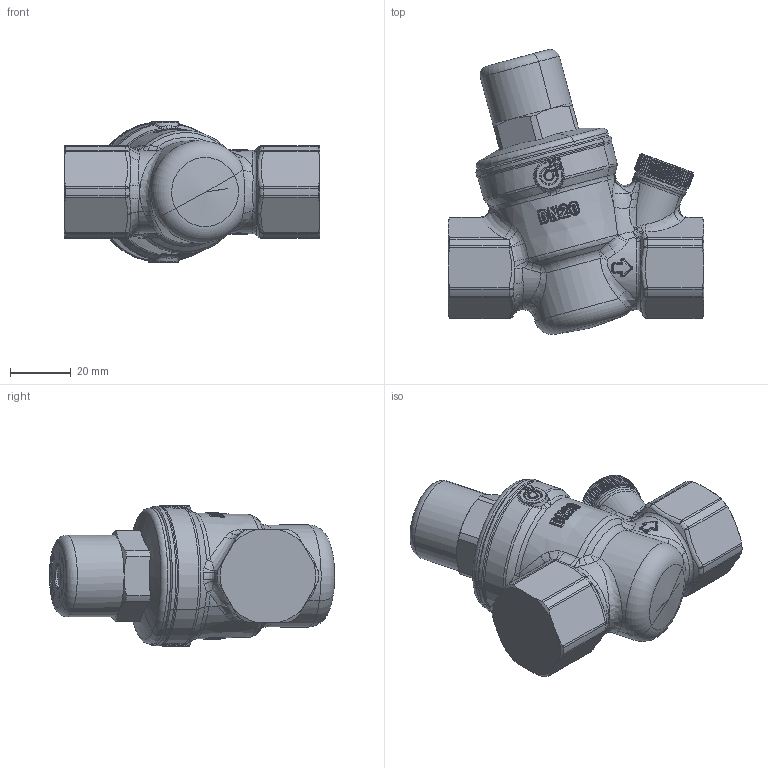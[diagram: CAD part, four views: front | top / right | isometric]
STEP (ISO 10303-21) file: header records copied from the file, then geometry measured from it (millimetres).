
FILE_DESCRIPTION(('CATIA V5 STEP Exchange','CAx-IF Rec.Pracs.--- Model Styling and Organization---1.4--- 2014-01-23','CAx-IF Rec.Pracs.---3D Tessellated Data Validation Properties---0.5---2014-09-14'),'2;1');
FILE_NAME('STEP_533555_AUS_-_TST.stp','2021-11-18T13:48:17+00:00',('none'),('none'),'CATIA Version 5-6 Release 2019 SP3','CATIA V5 STEP AP242 v1','none');
FILE_SCHEMA(('AP242_MANAGED_MODEL_BASED_3D_ENGINEERING_MIM_LF {1 0 10303 442 1 1 4}'));
Length unit declared in the file: millimetre
Products named in the file (1): 533555 AUS - TST
Bounding box: 84.5 x 94.22 x 46.4 mm (x, y, z)
Volume: 137758.4 mm3; surface area: 19084.9 mm2
Topology: 1 solids, 1 shells, 1600 faces, 4049 edges, 2407 vertices
Faces by surface type: bspline 669, plane 486, cylinder 259, torus 65, cone 62, sphere 59
Entity records: 80101 total; most frequent: CARTESIAN_POINT 49827, ORIENTED_EDGE 7928, EDGE_CURVE 3964, DIRECTION 3216, VERTEX_POINT 2407, B_SPLINE_CURVE_WITH_KNOTS 2096, EDGE_LOOP 1641, ADVANCED_FACE 1600
